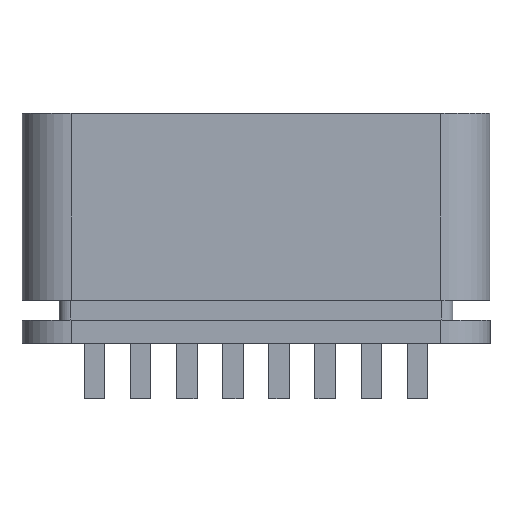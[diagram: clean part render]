
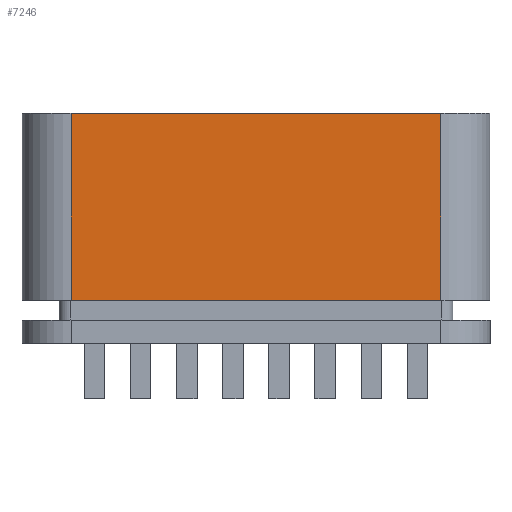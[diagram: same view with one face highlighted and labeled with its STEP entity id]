
A CAD part, front view. The second image highlights one B-rep face of the part: STEP entity #7246.
In plain terms, the highlighted planar face has unit normal (0, -1, 0).
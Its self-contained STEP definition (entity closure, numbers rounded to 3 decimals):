
#232 = CARTESIAN_POINT ( 'NONE',  ( -16.025, -8.705, 19.9 ) ) ;
#355 = DIRECTION ( 'NONE',  ( 1., 0., 0. ) ) ;
#553 = LINE ( 'NONE', #5715, #8120 ) ;
#633 = VERTEX_POINT ( 'NONE', #7999 ) ;
#864 = CARTESIAN_POINT ( 'NONE',  ( -16.025, -8.705, 19.9 ) ) ;
#2054 = DIRECTION ( 'NONE',  ( 0., 1., 0. ) ) ;
#2139 = VERTEX_POINT ( 'NONE', #5256 ) ;
#2343 = FACE_OUTER_BOUND ( 'NONE', #6432, .T. ) ;
#2638 = CARTESIAN_POINT ( 'NONE',  ( -16.025, -8.705, 19.9 ) ) ;
#2657 = LINE ( 'NONE', #2638, #10340 ) ;
#2661 = LINE ( 'NONE', #7538, #7706 ) ;
#3667 = ORIENTED_EDGE ( 'NONE', *, *, #10918, .T. ) ;
#3868 = EDGE_CURVE ( 'NONE', #633, #6366, #553, .T. ) ;
#4671 = DIRECTION ( 'NONE',  ( -1., 0., 0. ) ) ;
#4732 = ORIENTED_EDGE ( 'NONE', *, *, #6267, .F. ) ;
#5247 = CARTESIAN_POINT ( 'NONE',  ( 16.025, -8.705, 19.9 ) ) ;
#5256 = CARTESIAN_POINT ( 'NONE',  ( -16.025, -8.705, 19.9 ) ) ;
#5531 = ORIENTED_EDGE ( 'NONE', *, *, #3868, .T. ) ;
#5715 = CARTESIAN_POINT ( 'NONE',  ( -16.025, -8.705, 3.7 ) ) ;
#6201 = LINE ( 'NONE', #864, #10093 ) ;
#6267 = EDGE_CURVE ( 'NONE', #2139, #10125, #2657, .T. ) ;
#6292 = DIRECTION ( 'NONE',  ( 1., 0., 0. ) ) ;
#6366 = VERTEX_POINT ( 'NONE', #10139 ) ;
#6432 = EDGE_LOOP ( 'NONE', ( #5531, #10931, #4732, #3667 ) ) ;
#7246 = ADVANCED_FACE ( 'NONE', ( #2343 ), #9240, .F. ) ;
#7538 = CARTESIAN_POINT ( 'NONE',  ( 16.025, -8.705, 19.9 ) ) ;
#7706 = VECTOR ( 'NONE', #9268, 1000. ) ;
#7999 = CARTESIAN_POINT ( 'NONE',  ( -16.025, -8.705, 3.7 ) ) ;
#8067 = DIRECTION ( 'NONE',  ( 0., 0., -1. ) ) ;
#8120 = VECTOR ( 'NONE', #355, 1000. ) ;
#8900 = AXIS2_PLACEMENT_3D ( 'NONE', #232, #2054, #4671 ) ;
#9240 = PLANE ( 'NONE',  #8900 ) ;
#9268 = DIRECTION ( 'NONE',  ( 0., 0., -1. ) ) ;
#10093 = VECTOR ( 'NONE', #8067, 1000. ) ;
#10125 = VERTEX_POINT ( 'NONE', #5247 ) ;
#10139 = CARTESIAN_POINT ( 'NONE',  ( 16.025, -8.705, 3.7 ) ) ;
#10340 = VECTOR ( 'NONE', #6292, 1000. ) ;
#10918 = EDGE_CURVE ( 'NONE', #2139, #633, #6201, .T. ) ;
#10931 = ORIENTED_EDGE ( 'NONE', *, *, #11515, .F. ) ;
#11515 = EDGE_CURVE ( 'NONE', #10125, #6366, #2661, .T. ) ;
